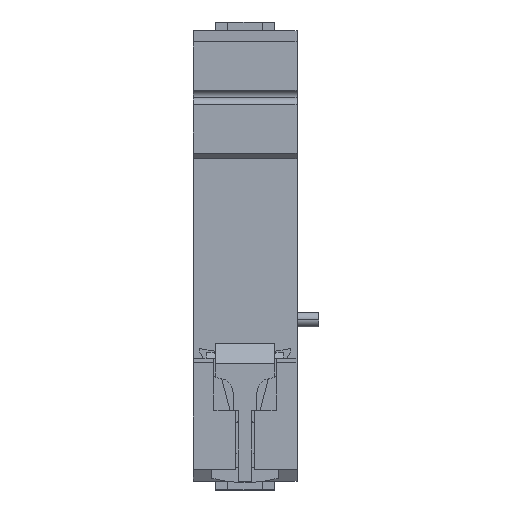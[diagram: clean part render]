
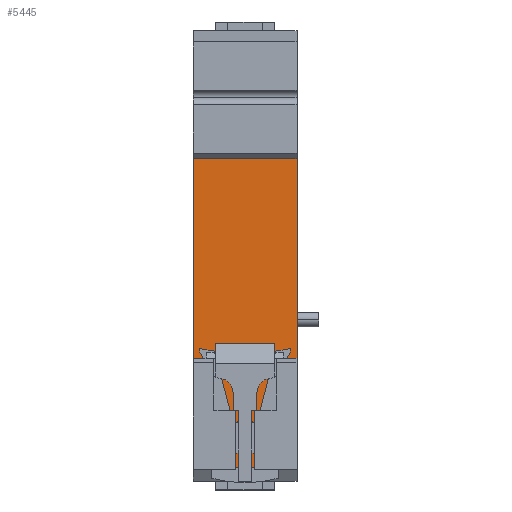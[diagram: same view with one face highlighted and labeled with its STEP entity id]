
A CAD part, top view. The second image highlights one B-rep face of the part: STEP entity #5445.
In plain terms, the highlighted planar face has unit normal (0, 0, 1).
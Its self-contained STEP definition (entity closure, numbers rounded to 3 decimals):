
#143 = ORIENTED_EDGE ( 'NONE', *, *, #6735, .T. ) ;
#196 = CARTESIAN_POINT ( 'NONE',  ( 6.75, -40.5, 29.5 ) ) ;
#277 = CARTESIAN_POINT ( 'NONE',  ( -9., -17.75, 29.5 ) ) ;
#340 = VECTOR ( 'NONE', #1575, 1000. ) ;
#420 = LINE ( 'NONE', #989, #6482 ) ;
#556 = CARTESIAN_POINT ( 'NONE',  ( -6.75, -17.75, 29.5 ) ) ;
#786 = DIRECTION ( 'NONE',  ( 0., 1., 0. ) ) ;
#869 = CARTESIAN_POINT ( 'NONE',  ( -9., 17.75, 29.5 ) ) ;
#916 = CARTESIAN_POINT ( 'NONE',  ( -9., -17.75, 29.5 ) ) ;
#989 = CARTESIAN_POINT ( 'NONE',  ( 9., -17.75, 29.5 ) ) ;
#1077 = LINE ( 'NONE', #869, #3929 ) ;
#1286 = PLANE ( 'NONE',  #5528 ) ;
#1450 = DIRECTION ( 'NONE',  ( 1., 0., 0. ) ) ;
#1452 = ORIENTED_EDGE ( 'NONE', *, *, #6965, .F. ) ;
#1563 = CARTESIAN_POINT ( 'NONE',  ( -9., -37., 29.5 ) ) ;
#1575 = DIRECTION ( 'NONE',  ( 0., 1., 0. ) ) ;
#1878 = VERTEX_POINT ( 'NONE', #556 ) ;
#1884 = LINE ( 'NONE', #196, #6702 ) ;
#2038 = CARTESIAN_POINT ( 'NONE',  ( -9., -17.75, 29.5 ) ) ;
#2090 = VECTOR ( 'NONE', #2628, 1000. ) ;
#2223 = LINE ( 'NONE', #6677, #340 ) ;
#2251 = VECTOR ( 'NONE', #6613, 1000. ) ;
#2367 = CARTESIAN_POINT ( 'NONE',  ( -9., -17.75, 29.5 ) ) ;
#2424 = CARTESIAN_POINT ( 'NONE',  ( -9., -17.75, 29.5 ) ) ;
#2505 = VERTEX_POINT ( 'NONE', #6534 ) ;
#2549 = ORIENTED_EDGE ( 'NONE', *, *, #7332, .F. ) ;
#2628 = DIRECTION ( 'NONE',  ( 0., -1., 0. ) ) ;
#2677 = CARTESIAN_POINT ( 'NONE',  ( 6.75, -37., 29.5 ) ) ;
#2949 = DIRECTION ( 'NONE',  ( 1., 0., 0. ) ) ;
#3007 = DIRECTION ( 'NONE',  ( 1., 0., 0. ) ) ;
#3131 = VECTOR ( 'NONE', #2949, 1000. ) ;
#3334 = EDGE_LOOP ( 'NONE', ( #5352, #143, #2549, #1452, #6242, #7351, #3926, #5647 ) ) ;
#3484 = LINE ( 'NONE', #2367, #3131 ) ;
#3490 = LINE ( 'NONE', #1563, #6318 ) ;
#3579 = EDGE_CURVE ( 'NONE', #6194, #5005, #3620, .T. ) ;
#3620 = LINE ( 'NONE', #2038, #2090 ) ;
#3659 = VERTEX_POINT ( 'NONE', #2677 ) ;
#3926 = ORIENTED_EDGE ( 'NONE', *, *, #6476, .F. ) ;
#3929 = VECTOR ( 'NONE', #1450, 1000. ) ;
#3958 = LINE ( 'NONE', #916, #2251 ) ;
#4415 = CARTESIAN_POINT ( 'NONE',  ( -9., 17.75, 29.5 ) ) ;
#4483 = EDGE_CURVE ( 'NONE', #5005, #1878, #3958, .T. ) ;
#4613 = CARTESIAN_POINT ( 'NONE',  ( 9., -17.75, 29.5 ) ) ;
#4979 = DIRECTION ( 'NONE',  ( -1., 0., 0. ) ) ;
#5005 = VERTEX_POINT ( 'NONE', #277 ) ;
#5108 = CARTESIAN_POINT ( 'NONE',  ( -6.75, -37., 29.5 ) ) ;
#5171 = FACE_OUTER_BOUND ( 'NONE', #3334, .T. ) ;
#5352 = ORIENTED_EDGE ( 'NONE', *, *, #6871, .T. ) ;
#5445 = ADVANCED_FACE ( 'NONE', ( #5171 ), #1286, .T. ) ;
#5528 = AXIS2_PLACEMENT_3D ( 'NONE', #2424, #6395, #3007 ) ;
#5530 = DIRECTION ( 'NONE',  ( 0., -1., 0. ) ) ;
#5647 = ORIENTED_EDGE ( 'NONE', *, *, #6200, .F. ) ;
#6194 = VERTEX_POINT ( 'NONE', #4415 ) ;
#6200 = EDGE_CURVE ( 'NONE', #3659, #6611, #3490, .T. ) ;
#6242 = ORIENTED_EDGE ( 'NONE', *, *, #3579, .T. ) ;
#6318 = VECTOR ( 'NONE', #4979, 1000. ) ;
#6395 = DIRECTION ( 'NONE',  ( 0., 0., 1. ) ) ;
#6476 = EDGE_CURVE ( 'NONE', #6611, #1878, #2223, .T. ) ;
#6482 = VECTOR ( 'NONE', #5530, 1000. ) ;
#6534 = CARTESIAN_POINT ( 'NONE',  ( 6.75, -17.75, 29.5 ) ) ;
#6611 = VERTEX_POINT ( 'NONE', #5108 ) ;
#6613 = DIRECTION ( 'NONE',  ( 1., 0., 0. ) ) ;
#6632 = CARTESIAN_POINT ( 'NONE',  ( 9., 17.75, 29.5 ) ) ;
#6677 = CARTESIAN_POINT ( 'NONE',  ( -6.75, -40.5, 29.5 ) ) ;
#6702 = VECTOR ( 'NONE', #786, 1000. ) ;
#6706 = VERTEX_POINT ( 'NONE', #4613 ) ;
#6735 = EDGE_CURVE ( 'NONE', #2505, #6706, #3484, .T. ) ;
#6871 = EDGE_CURVE ( 'NONE', #3659, #2505, #1884, .T. ) ;
#6965 = EDGE_CURVE ( 'NONE', #6194, #7296, #1077, .T. ) ;
#7296 = VERTEX_POINT ( 'NONE', #6632 ) ;
#7332 = EDGE_CURVE ( 'NONE', #7296, #6706, #420, .T. ) ;
#7351 = ORIENTED_EDGE ( 'NONE', *, *, #4483, .T. ) ;
